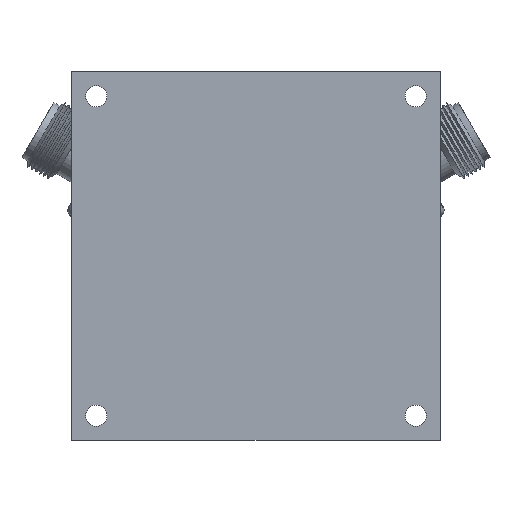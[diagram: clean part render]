
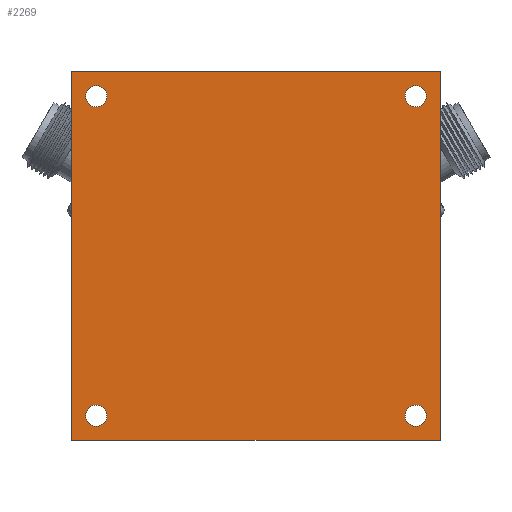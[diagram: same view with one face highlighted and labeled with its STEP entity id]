
A CAD part, front view. The second image highlights one B-rep face of the part: STEP entity #2269.
In plain terms, the highlighted planar face has unit normal (0, -1, 0).
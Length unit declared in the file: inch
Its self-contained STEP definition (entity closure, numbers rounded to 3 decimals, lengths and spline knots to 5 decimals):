
#92 = VERTEX_POINT ( 'NONE', #4105 ) ;
#134 = LINE ( 'NONE', #4020, #3389 ) ;
#135 = DIRECTION ( 'NONE',  ( 0., 1., 0. ) ) ;
#151 = CARTESIAN_POINT ( 'NONE',  ( -1.33, -0.118, 1.4185 ) ) ;
#184 = CIRCLE ( 'NONE', #3103, 0.0885 ) ;
#248 = EDGE_LOOP ( 'NONE', ( #3042, #1032 ) ) ;
#370 = VERTEX_POINT ( 'NONE', #689 ) ;
#386 = ORIENTED_EDGE ( 'NONE', *, *, #4610, .F. ) ;
#423 = VERTEX_POINT ( 'NONE', #4439 ) ;
#436 = VERTEX_POINT ( 'NONE', #957 ) ;
#476 = AXIS2_PLACEMENT_3D ( 'NONE', #3118, #2283, #5210 ) ;
#520 = VERTEX_POINT ( 'NONE', #151 ) ;
#551 = CARTESIAN_POINT ( 'NONE',  ( 1.33, -0.118, -1.33 ) ) ;
#570 = ORIENTED_EDGE ( 'NONE', *, *, #4674, .F. ) ;
#689 = CARTESIAN_POINT ( 'NONE',  ( 1.33, -0.118, -1.2415 ) ) ;
#869 = VERTEX_POINT ( 'NONE', #1243 ) ;
#895 = FACE_BOUND ( 'NONE', #248, .T. ) ;
#933 = AXIS2_PLACEMENT_3D ( 'NONE', #4508, #2020, #4952 ) ;
#957 = CARTESIAN_POINT ( 'NONE',  ( -1.535, -0.118, -1.535 ) ) ;
#991 = DIRECTION ( 'NONE',  ( 0., 0., 1. ) ) ;
#1000 = DIRECTION ( 'NONE',  ( 0., 1., 0. ) ) ;
#1032 = ORIENTED_EDGE ( 'NONE', *, *, #5300, .T. ) ;
#1155 = VECTOR ( 'NONE', #2725, 39.37008 ) ;
#1170 = AXIS2_PLACEMENT_3D ( 'NONE', #1724, #4637, #2137 ) ;
#1201 = VERTEX_POINT ( 'NONE', #5334 ) ;
#1243 = CARTESIAN_POINT ( 'NONE',  ( 1.33, -0.118, -1.4185 ) ) ;
#1256 = EDGE_LOOP ( 'NONE', ( #1472, #1788 ) ) ;
#1334 = VERTEX_POINT ( 'NONE', #2346 ) ;
#1369 = CARTESIAN_POINT ( 'NONE',  ( 1.33, -0.118, -1.33 ) ) ;
#1434 = EDGE_CURVE ( 'NONE', #423, #436, #5313, .T. ) ;
#1460 = AXIS2_PLACEMENT_3D ( 'NONE', #4308, #1823, #4725 ) ;
#1472 = ORIENTED_EDGE ( 'NONE', *, *, #5193, .T. ) ;
#1606 = AXIS2_PLACEMENT_3D ( 'NONE', #1838, #4753, #2255 ) ;
#1617 = ORIENTED_EDGE ( 'NONE', *, *, #3677, .F. ) ;
#1649 = VERTEX_POINT ( 'NONE', #4758 ) ;
#1685 = VECTOR ( 'NONE', #4744, 39.37008 ) ;
#1688 = CIRCLE ( 'NONE', #1460, 0.0885 ) ;
#1724 = CARTESIAN_POINT ( 'NONE',  ( -1.33, -0.118, 1.33 ) ) ;
#1735 = CIRCLE ( 'NONE', #1606, 0.0885 ) ;
#1755 = ORIENTED_EDGE ( 'NONE', *, *, #1434, .F. ) ;
#1786 = DIRECTION ( 'NONE',  ( 0., 0., 1. ) ) ;
#1788 = ORIENTED_EDGE ( 'NONE', *, *, #2939, .T. ) ;
#1823 = DIRECTION ( 'NONE',  ( 0., 1., 0. ) ) ;
#1838 = CARTESIAN_POINT ( 'NONE',  ( 1.33, -0.118, 1.33 ) ) ;
#1876 = PLANE ( 'NONE',  #476 ) ;
#1890 = EDGE_LOOP ( 'NONE', ( #1755, #1617, #570, #386 ) ) ;
#1994 = CIRCLE ( 'NONE', #2432, 0.0885 ) ;
#2007 = FACE_BOUND ( 'NONE', #5104, .T. ) ;
#2020 = DIRECTION ( 'NONE',  ( 0., 1., 0. ) ) ;
#2057 = EDGE_CURVE ( 'NONE', #520, #4835, #5399, .T. ) ;
#2129 = FACE_OUTER_BOUND ( 'NONE', #1890, .T. ) ;
#2137 = DIRECTION ( 'NONE',  ( 0., 0., 1. ) ) ;
#2169 = ORIENTED_EDGE ( 'NONE', *, *, #4091, .T. ) ;
#2255 = DIRECTION ( 'NONE',  ( 0., 0., 1. ) ) ;
#2263 = VERTEX_POINT ( 'NONE', #4359 ) ;
#2269 = ADVANCED_FACE ( 'NONE', ( #3122, #2007, #895, #5208, #2129 ), #1876, .T. ) ;
#2283 = DIRECTION ( 'NONE',  ( 0., -1., 0. ) ) ;
#2320 = CIRCLE ( 'NONE', #3385, 0.0885 ) ;
#2346 = CARTESIAN_POINT ( 'NONE',  ( 1.33, -0.118, 1.4185 ) ) ;
#2432 = AXIS2_PLACEMENT_3D ( 'NONE', #551, #3507, #991 ) ;
#2445 = CIRCLE ( 'NONE', #3717, 0.0885 ) ;
#2537 = CARTESIAN_POINT ( 'NONE',  ( -1.535, -0.118, -1.535 ) ) ;
#2630 = ORIENTED_EDGE ( 'NONE', *, *, #3443, .T. ) ;
#2686 = CARTESIAN_POINT ( 'NONE',  ( 1.33, -0.118, 1.33 ) ) ;
#2725 = DIRECTION ( 'NONE',  ( 1., 0., 0. ) ) ;
#2927 = EDGE_CURVE ( 'NONE', #1649, #92, #184, .T. ) ;
#2939 = EDGE_CURVE ( 'NONE', #4063, #1334, #2320, .T. ) ;
#3042 = ORIENTED_EDGE ( 'NONE', *, *, #2927, .T. ) ;
#3103 = AXIS2_PLACEMENT_3D ( 'NONE', #3515, #1000, #3914 ) ;
#3109 = DIRECTION ( 'NONE',  ( 0., 0., 1. ) ) ;
#3118 = CARTESIAN_POINT ( 'NONE',  ( 0., -0.118, 0. ) ) ;
#3122 = FACE_BOUND ( 'NONE', #1256, .T. ) ;
#3208 = DIRECTION ( 'NONE',  ( 0., 0., -1. ) ) ;
#3232 = VECTOR ( 'NONE', #5442, 39.37008 ) ;
#3269 = EDGE_LOOP ( 'NONE', ( #2630, #4255 ) ) ;
#3385 = AXIS2_PLACEMENT_3D ( 'NONE', #2686, #135, #3109 ) ;
#3389 = VECTOR ( 'NONE', #3208, 39.37008 ) ;
#3443 = EDGE_CURVE ( 'NONE', #370, #869, #2445, .T. ) ;
#3507 = DIRECTION ( 'NONE',  ( 0., 1., 0. ) ) ;
#3515 = CARTESIAN_POINT ( 'NONE',  ( -1.33, -0.118, -1.33 ) ) ;
#3677 = EDGE_CURVE ( 'NONE', #2263, #423, #134, .T. ) ;
#3717 = AXIS2_PLACEMENT_3D ( 'NONE', #1369, #4284, #1786 ) ;
#3861 = CARTESIAN_POINT ( 'NONE',  ( 1.33, -0.118, 1.2415 ) ) ;
#3914 = DIRECTION ( 'NONE',  ( 0., 0., 1. ) ) ;
#4020 = CARTESIAN_POINT ( 'NONE',  ( 1.535, -0.118, -1.535 ) ) ;
#4063 = VERTEX_POINT ( 'NONE', #3861 ) ;
#4091 = EDGE_CURVE ( 'NONE', #4835, #520, #1688, .T. ) ;
#4105 = CARTESIAN_POINT ( 'NONE',  ( -1.33, -0.118, -1.4185 ) ) ;
#4255 = ORIENTED_EDGE ( 'NONE', *, *, #5185, .T. ) ;
#4284 = DIRECTION ( 'NONE',  ( 0., 1., 0. ) ) ;
#4308 = CARTESIAN_POINT ( 'NONE',  ( -1.33, -0.118, 1.33 ) ) ;
#4320 = CARTESIAN_POINT ( 'NONE',  ( -1.535, -0.118, -1.535 ) ) ;
#4359 = CARTESIAN_POINT ( 'NONE',  ( 1.535, -0.118, 1.535 ) ) ;
#4439 = CARTESIAN_POINT ( 'NONE',  ( 1.535, -0.118, -1.535 ) ) ;
#4476 = CARTESIAN_POINT ( 'NONE',  ( -1.33, -0.118, 1.2415 ) ) ;
#4508 = CARTESIAN_POINT ( 'NONE',  ( -1.33, -0.118, -1.33 ) ) ;
#4610 = EDGE_CURVE ( 'NONE', #436, #1201, #5143, .T. ) ;
#4637 = DIRECTION ( 'NONE',  ( 0., 1., 0. ) ) ;
#4674 = EDGE_CURVE ( 'NONE', #1201, #2263, #5448, .T. ) ;
#4725 = DIRECTION ( 'NONE',  ( 0., 0., 1. ) ) ;
#4744 = DIRECTION ( 'NONE',  ( 0., 0., 1. ) ) ;
#4753 = DIRECTION ( 'NONE',  ( 0., 1., 0. ) ) ;
#4758 = CARTESIAN_POINT ( 'NONE',  ( -1.33, -0.118, -1.2415 ) ) ;
#4835 = VERTEX_POINT ( 'NONE', #4476 ) ;
#4841 = ORIENTED_EDGE ( 'NONE', *, *, #2057, .T. ) ;
#4952 = DIRECTION ( 'NONE',  ( 0., 0., 1. ) ) ;
#4961 = CIRCLE ( 'NONE', #933, 0.0885 ) ;
#5104 = EDGE_LOOP ( 'NONE', ( #4841, #2169 ) ) ;
#5143 = LINE ( 'NONE', #4320, #1685 ) ;
#5185 = EDGE_CURVE ( 'NONE', #869, #370, #1994, .T. ) ;
#5193 = EDGE_CURVE ( 'NONE', #1334, #4063, #1735, .T. ) ;
#5208 = FACE_BOUND ( 'NONE', #3269, .T. ) ;
#5210 = DIRECTION ( 'NONE',  ( 0., 0., -1. ) ) ;
#5219 = CARTESIAN_POINT ( 'NONE',  ( -1.535, -0.118, 1.535 ) ) ;
#5300 = EDGE_CURVE ( 'NONE', #92, #1649, #4961, .T. ) ;
#5313 = LINE ( 'NONE', #2537, #3232 ) ;
#5334 = CARTESIAN_POINT ( 'NONE',  ( -1.535, -0.118, 1.535 ) ) ;
#5399 = CIRCLE ( 'NONE', #1170, 0.0885 ) ;
#5442 = DIRECTION ( 'NONE',  ( -1., 0., 0. ) ) ;
#5448 = LINE ( 'NONE', #5219, #1155 ) ;
